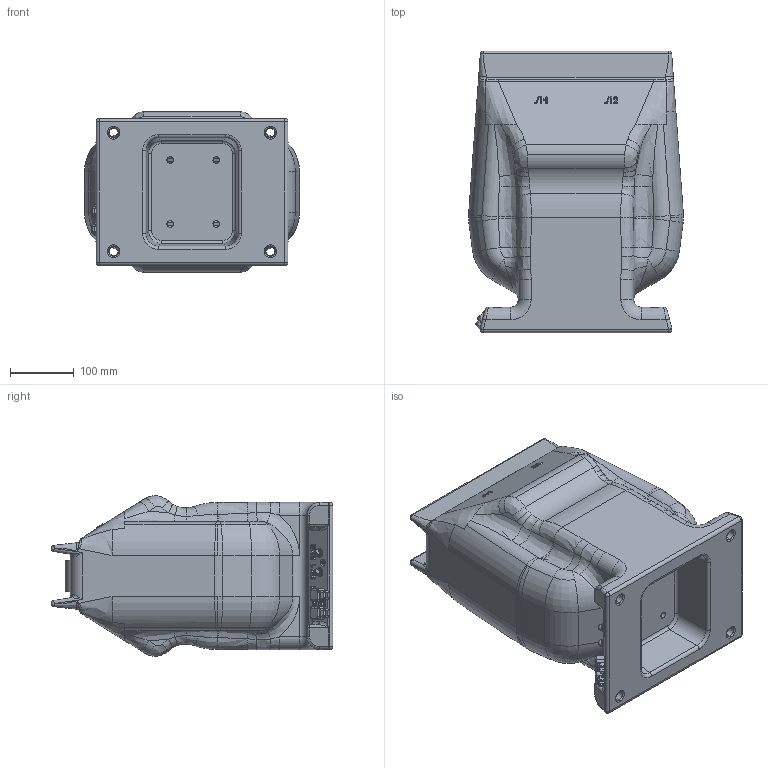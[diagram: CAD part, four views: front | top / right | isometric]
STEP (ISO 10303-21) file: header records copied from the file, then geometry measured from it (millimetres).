
FILE_DESCRIPTION (( 'STEP AP203' ), '1' );
FILE_NAME ('ﾒﾋﾊ-35(5-1500)ﾀ.STEP', '2017-12-05T03:58:58', ( '' ), ( '' ), 'SwSTEP 2.0', 'SolidWorks 2010', '' );
FILE_SCHEMA (( 'CONFIG_CONTROL_DESIGN' ));
Products named in the file (1): ﾒﾋﾊ-35(5-1500)ﾀ
Bounding box: 336 x 440 x 250.72 mm (x, y, z)
Surface area: 604223.5 mm2 (no closed solid volume)
Topology: 0 solids, 29 shells, 709 faces, 2023 edges, 1283 vertices
Faces by surface type: bspline 212, cylinder 176, plane 172, cone 81, torus 42, sphere 26
Entity records: 50666 total; most frequent: CARTESIAN_POINT 34105, ORIENTED_EDGE 3508, DIRECTION 3134, EDGE_CURVE 1994, VERTEX_POINT 1279, AXIS2_PLACEMENT_3D 1206, EDGE_LOOP 755, VECTOR 722
